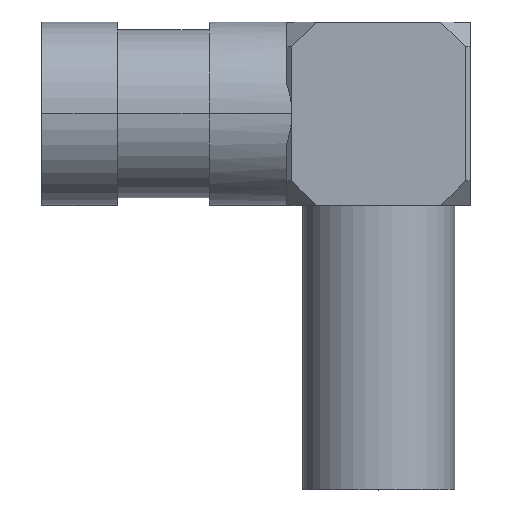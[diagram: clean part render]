
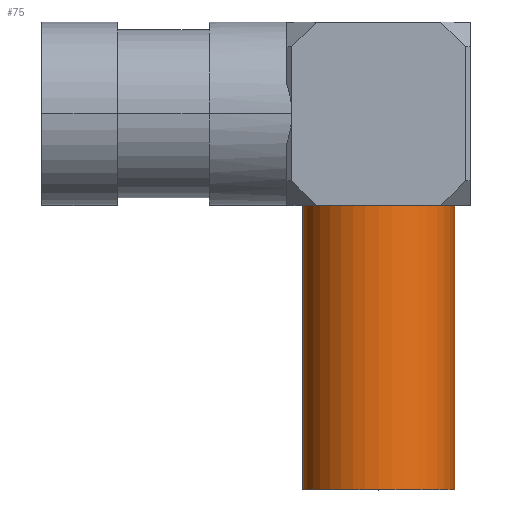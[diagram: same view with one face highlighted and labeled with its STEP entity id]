
A CAD part, top view. The second image highlights one B-rep face of the part: STEP entity #75.
In plain terms, the highlighted cylindrical face has radius 1.97 mm (diameter 3.94 mm), a partial arc.
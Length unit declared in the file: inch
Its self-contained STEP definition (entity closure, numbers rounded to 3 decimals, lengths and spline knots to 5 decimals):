
#25 = LINE ( 'NONE', #1301, #407 ) ;
#75 = ADVANCED_FACE ( 'NONE', ( #5281 ), #188, .T. ) ;
#85 = AXIS2_PLACEMENT_3D ( 'NONE', #656, #994, #5370 ) ;
#188 = CYLINDRICAL_SURFACE ( 'NONE', #85, 0.07757 ) ;
#407 = VECTOR ( 'NONE', #2640, 39.37008 ) ;
#440 = DIRECTION ( 'NONE',  ( 0., 1., 0. ) ) ;
#488 = VERTEX_POINT ( 'NONE', #4404 ) ;
#559 = LINE ( 'NONE', #2232, #815 ) ;
#656 = CARTESIAN_POINT ( 'NONE',  ( 0., 0., 0. ) ) ;
#705 = VERTEX_POINT ( 'NONE', #3755 ) ;
#708 = DIRECTION ( 'NONE',  ( 0., 1., 0. ) ) ;
#815 = VECTOR ( 'NONE', #3516, 39.37008 ) ;
#952 = CARTESIAN_POINT ( 'NONE',  ( -0.07757, -0.09382, 0. ) ) ;
#994 = DIRECTION ( 'NONE',  ( 0., 1., 0. ) ) ;
#1301 = CARTESIAN_POINT ( 'NONE',  ( -0.07757, 0., 0. ) ) ;
#1351 = ORIENTED_EDGE ( 'NONE', *, *, #4418, .T. ) ;
#1725 = EDGE_CURVE ( 'NONE', #4013, #2079, #3377, .T. ) ;
#1773 = CIRCLE ( 'NONE', #3115, 0.07757 ) ;
#2042 = AXIS2_PLACEMENT_3D ( 'NONE', #5505, #440, #3884 ) ;
#2079 = VERTEX_POINT ( 'NONE', #3336 ) ;
#2232 = CARTESIAN_POINT ( 'NONE',  ( 0.07757, 0., 0. ) ) ;
#2356 = CARTESIAN_POINT ( 'NONE',  ( 0., -0.3835, 0. ) ) ;
#2640 = DIRECTION ( 'NONE',  ( 0., 1., 0. ) ) ;
#3115 = AXIS2_PLACEMENT_3D ( 'NONE', #2356, #708, #4881 ) ;
#3336 = CARTESIAN_POINT ( 'NONE',  ( 0.07757, -0.09382, 0. ) ) ;
#3346 = EDGE_CURVE ( 'NONE', #705, #2079, #559, .T. ) ;
#3377 = CIRCLE ( 'NONE', #2042, 0.07757 ) ;
#3516 = DIRECTION ( 'NONE',  ( 0., 1., 0. ) ) ;
#3755 = CARTESIAN_POINT ( 'NONE',  ( 0.07757, -0.3835, 0. ) ) ;
#3884 = DIRECTION ( 'NONE',  ( -1., 0., 0. ) ) ;
#4013 = VERTEX_POINT ( 'NONE', #952 ) ;
#4175 = ORIENTED_EDGE ( 'NONE', *, *, #5040, .F. ) ;
#4404 = CARTESIAN_POINT ( 'NONE',  ( -0.07757, -0.3835, 0. ) ) ;
#4418 = EDGE_CURVE ( 'NONE', #488, #705, #1773, .T. ) ;
#4881 = DIRECTION ( 'NONE',  ( -1., 0., 0. ) ) ;
#5040 = EDGE_CURVE ( 'NONE', #488, #4013, #25, .T. ) ;
#5281 = FACE_OUTER_BOUND ( 'NONE', #5315, .T. ) ;
#5315 = EDGE_LOOP ( 'NONE', ( #1351, #5456, #5320, #4175 ) ) ;
#5320 = ORIENTED_EDGE ( 'NONE', *, *, #1725, .F. ) ;
#5370 = DIRECTION ( 'NONE',  ( -1., 0., 0. ) ) ;
#5456 = ORIENTED_EDGE ( 'NONE', *, *, #3346, .T. ) ;
#5505 = CARTESIAN_POINT ( 'NONE',  ( 0., -0.09382, 0. ) ) ;
